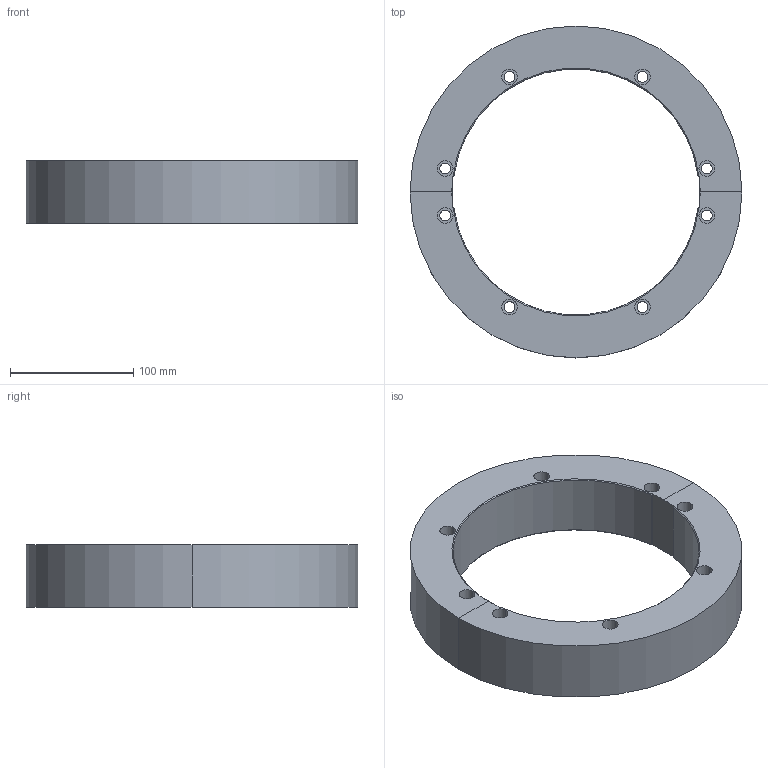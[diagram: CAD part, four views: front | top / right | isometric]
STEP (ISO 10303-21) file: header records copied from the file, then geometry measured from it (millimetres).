
FILE_DESCRIPTION (( 'STEP AP203' ), '1' );
FILE_NAME ('A106.STEP', '2022-04-26T21:22:38', ( '' ), ( '' ), 'SwSTEP 2.0', 'SolidWorks 2020', '' );
FILE_SCHEMA (( 'CONFIG_CONTROL_DESIGN' ));
Length unit declared in the file: inch
Products named in the file (1): A106
Bounding box: 269.62 x 269.62 x 50.8 mm (x, y, z)
Volume: 1267328.7 mm3; surface area: 138014.6 mm2
Topology: 1 solids, 1 shells, 88 faces, 210 edges, 138 vertices
Faces by surface type: cylinder 52, plane 26, cone 10
Entity records: 2731 total; most frequent: DIRECTION 490, CARTESIAN_POINT 479, ORIENTED_EDGE 420, EDGE_CURVE 210, AXIS2_PLACEMENT_3D 205, VERTEX_POINT 138, EDGE_LOOP 120, CIRCLE 116
